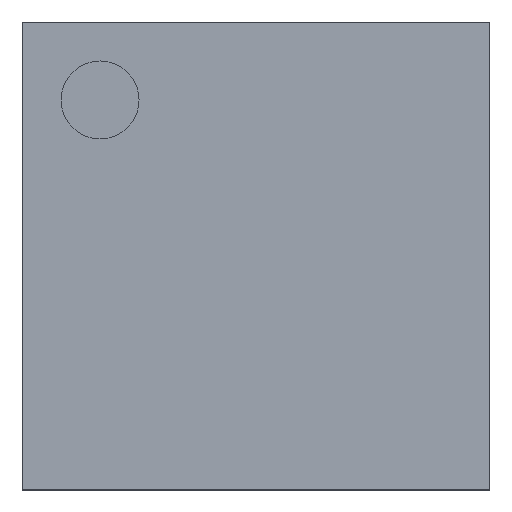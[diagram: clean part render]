
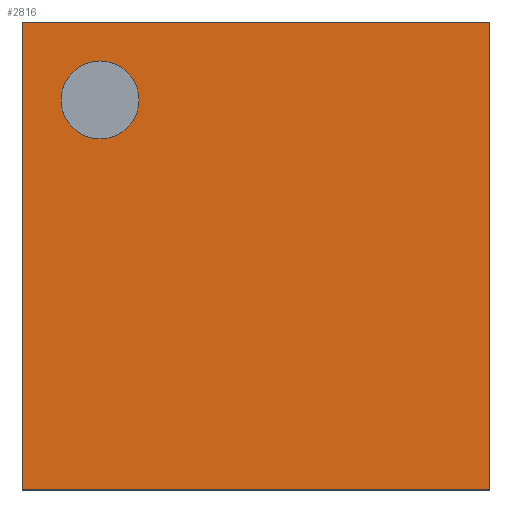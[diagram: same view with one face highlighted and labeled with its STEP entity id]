
A CAD part, top view. The second image highlights one B-rep face of the part: STEP entity #2816.
In plain terms, the highlighted free-form (B-spline) face has degree [1, 1] with [2, 2] control points.
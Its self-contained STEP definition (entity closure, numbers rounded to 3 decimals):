
#1538=CARTESIAN_POINT('',(-0.75,1.0,1.0));
#1539=VERTEX_POINT('',#1538);
#1548=CARTESIAN_POINT('',(-1.25,1.0,1.0));
#1549=VERTEX_POINT('',#1548);
#1550=CARTESIAN_POINT('',(-1.,1.0,1.0));
#1551=DIRECTION('',(0.0,0.0,-1.0));
#1552=DIRECTION('',(1.0,0.0,0.0));
#1553=AXIS2_PLACEMENT_3D('',#1550,#1551,#1552);
#1554=CIRCLE('',#1553,0.25);
#1555=EDGE_CURVE('',#1549,#1539,#1554,.T.);
#2233=CARTESIAN_POINT('',(-1.,1.0,1.0));
#2234=DIRECTION('',(0.0,0.0,-1.0));
#2235=DIRECTION('',(1.0,0.0,0.0));
#2236=AXIS2_PLACEMENT_3D('',#2233,#2234,#2235);
#2237=CIRCLE('',#2236,0.25);
#2238=EDGE_CURVE('',#1539,#1549,#2237,.T.);
#2773=CARTESIAN_POINT('',(-1.5,-1.5,1.0));
#2774=CARTESIAN_POINT('',(1.5,-1.5,1.0));
#2775=CARTESIAN_POINT('',(-1.5,1.5,1.0));
#2776=CARTESIAN_POINT('',(1.5,1.5,1.0));
#2777=B_SPLINE_SURFACE_WITH_KNOTS('',1,1,((#2773,#2775),(#2774,#2776)),.UNSPECIFIED.,.F.,.F.,.U.,(2,2),(2,2),(0.0,3.),(0.0,3.),.UNSPECIFIED.);
#2778=CARTESIAN_POINT('',(1.5,1.5,1.0));
#2779=VERTEX_POINT('',#2778);
#2780=CARTESIAN_POINT('',(1.5,-1.5,1.0));
#2781=VERTEX_POINT('',#2780);
#2782=CARTESIAN_POINT('',(1.5,1.5,1.0));
#2783=DIRECTION('',(0.0,-1.0,0.0));
#2784=VECTOR('',#2783,3.0);
#2785=LINE('',#2782,#2784);
#2786=EDGE_CURVE('',#2779,#2781,#2785,.T.);
#2787=ORIENTED_EDGE('',*,*,#2786,.F.);
#2788=CARTESIAN_POINT('',(-1.5,1.5,1.0));
#2789=VERTEX_POINT('',#2788);
#2790=CARTESIAN_POINT('',(-1.5,1.5,1.0));
#2791=DIRECTION('',(1.0,0.0,0.0));
#2792=VECTOR('',#2791,3.0);
#2793=LINE('',#2790,#2792);
#2794=EDGE_CURVE('',#2789,#2779,#2793,.T.);
#2795=ORIENTED_EDGE('',*,*,#2794,.F.);
#2796=CARTESIAN_POINT('',(-1.5,-1.5,1.0));
#2797=VERTEX_POINT('',#2796);
#2798=CARTESIAN_POINT('',(-1.5,-1.5,1.0));
#2799=DIRECTION('',(0.0,1.0,0.0));
#2800=VECTOR('',#2799,3.0);
#2801=LINE('',#2798,#2800);
#2802=EDGE_CURVE('',#2797,#2789,#2801,.T.);
#2803=ORIENTED_EDGE('',*,*,#2802,.F.);
#2804=CARTESIAN_POINT('',(1.5,-1.5,1.0));
#2805=DIRECTION('',(-1.0,0.0,0.0));
#2806=VECTOR('',#2805,3.0);
#2807=LINE('',#2804,#2806);
#2808=EDGE_CURVE('',#2781,#2797,#2807,.T.);
#2809=ORIENTED_EDGE('',*,*,#2808,.F.);
#2810=EDGE_LOOP('',(#2787,#2795,#2803,#2809));
#2811=FACE_OUTER_BOUND('',#2810,.T.);
#2812=ORIENTED_EDGE('',*,*,#2238,.T.);
#2813=ORIENTED_EDGE('',*,*,#1555,.T.);
#2814=EDGE_LOOP('',(#2812,#2813));
#2815=FACE_BOUND('',#2814,.T.);
#2816=ADVANCED_FACE('',(#2811,#2815),#2777,.T.);
